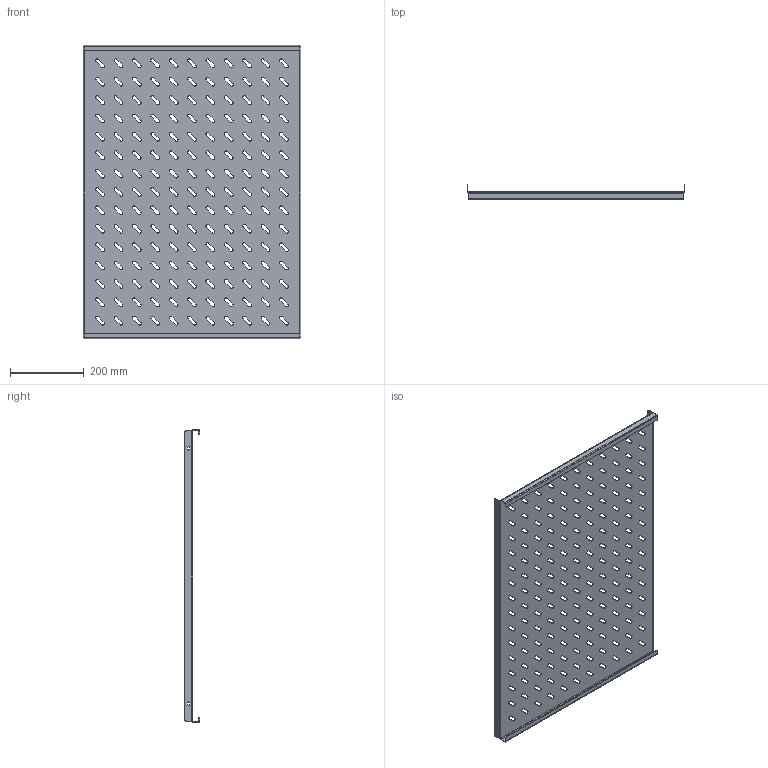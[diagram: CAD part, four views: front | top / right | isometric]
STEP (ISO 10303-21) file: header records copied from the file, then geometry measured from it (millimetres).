
FILE_DESCRIPTION (( 'STEP AP214' ), '1' );
FILE_NAME ('945.270.STEP', '2024-09-20T11:47:59', ( '' ), ( '' ), 'SwSTEP 2.0', 'SolidWorks 2021', '' );
FILE_SCHEMA (( 'AUTOMOTIVE_DESIGN' ));
Length unit declared in the file: millimetre
Products named in the file (1): 945.270
Bounding box: 592 x 41 x 797 mm (x, y, z)
Volume: 747434.6 mm3; surface area: 1018666.2 mm2
Topology: 1 solids, 1 shells, 893 faces, 2645 edges, 1754 vertices
Faces by surface type: cylinder 523, plane 370
Entity records: 30931 total; most frequent: DIRECTION 5479, CARTESIAN_POINT 5293, ORIENTED_EDGE 5290, EDGE_CURVE 2645, AXIS2_PLACEMENT_3D 1940, VERTEX_POINT 1754, LINE 1599, VECTOR 1599
